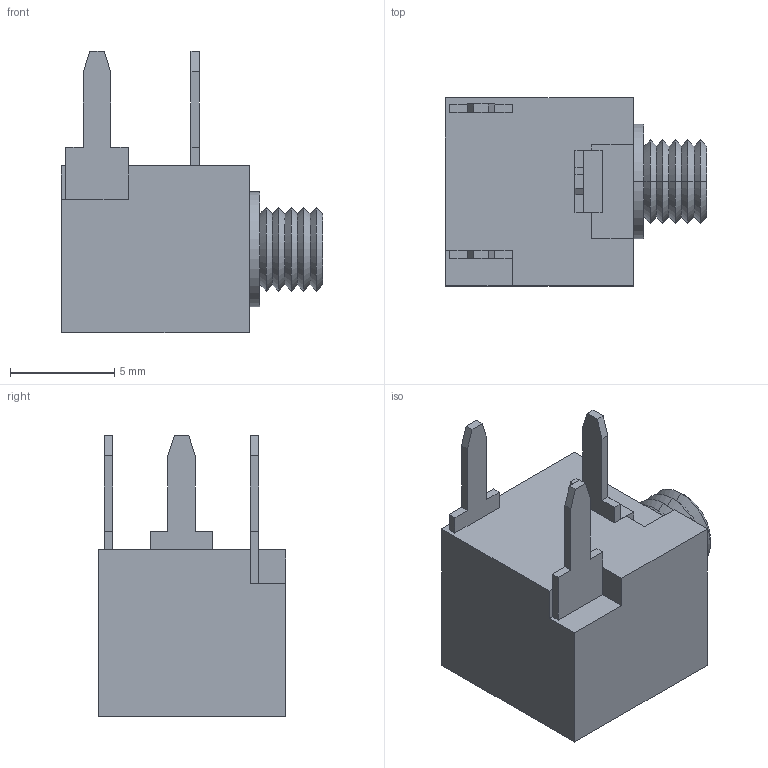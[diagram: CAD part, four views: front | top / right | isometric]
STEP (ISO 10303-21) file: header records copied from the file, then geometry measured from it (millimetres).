
FILE_DESCRIPTION (( 'STEP AP214' ), '1' );
FILE_NAME ('CUI_MJ-2506.step', '2017-08-15T21:06:07', ( '' ), ( '' ), 'SwSTEP 2.0', 'SolidWorks 2017', '' );
FILE_SCHEMA (( 'AUTOMOTIVE_DESIGN' ));
Length unit declared in the file: millimetre
Products named in the file (1): CUI_MJ-2506
Bounding box: 12.5 x 9 x 13.5 mm (x, y, z)
Volume: 663.9 mm3; surface area: 676.5 mm2
Topology: 4 solids, 4 shells, 98 faces, 237 edges, 152 vertices
Faces by surface type: plane 74, cone 20, cylinder 4
Entity records: 3209 total; most frequent: CARTESIAN_POINT 488, ORIENTED_EDGE 474, DIRECTION 465, EDGE_CURVE 237, VECTOR 207, LINE 207, VERTEX_POINT 152, AXIS2_PLACEMENT_3D 129
